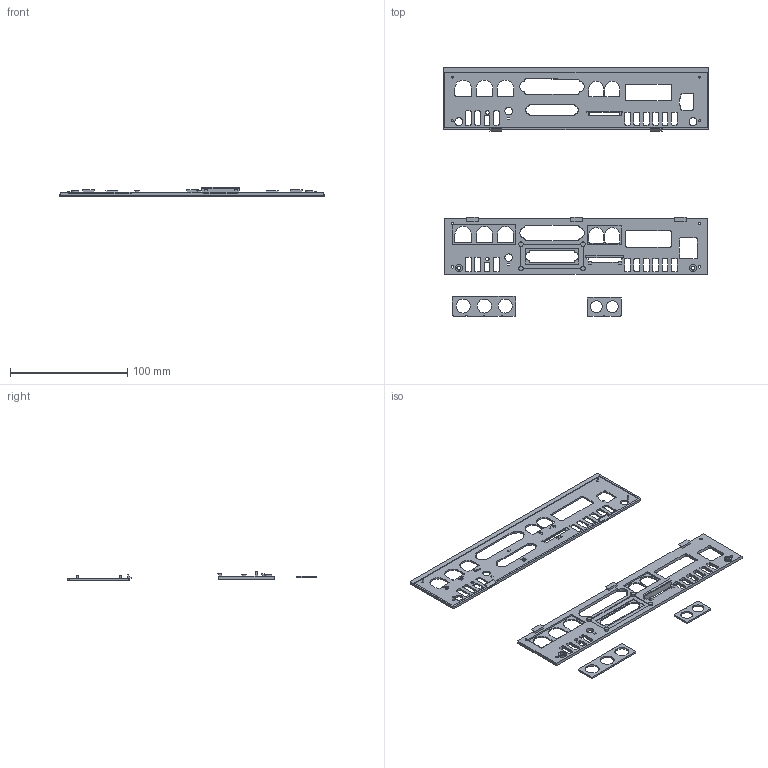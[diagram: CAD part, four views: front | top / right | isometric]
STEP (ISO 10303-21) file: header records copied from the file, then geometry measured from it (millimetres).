
FILE_DESCRIPTION(('HOOPS Exchange Step'),'2;1');
FILE_NAME('temp_export','2025-06-02T16:49:01-04:00',('mcbeav'),('Shapr3D Limited'),'HOOPS Exchange 2024.8','Shapr3D','Authorized');
FILE_SCHEMA( ('AP242_MANAGED_MODEL_BASED_3D_ENGINEERING_MIM_LF {1 0 10303 442 1 1 4}') );
Length unit declared in the file: millimetre
Products named in the file (2): Sketches; root
Assembly tree (1 placements, depth 2):
  root
    Sketches
Bounding box: 227 x 212 x 8 mm (x, y, z)
Volume: 31801.8 mm3; surface area: 42223.4 mm2
Topology: 4 solids, 4 shells, 757 faces, 2154 edges, 1450 vertices
Faces by surface type: plane 419, cylinder 338
Full cylindrical faces by diameter (mm): 0.6 x1, 0.8 x2, 1 x1, 1.4 x4, 2 x4, 3 x2, 3.4 x2, 3.8 x4, 6.4 x4, 6.8 x4, 10 x2, 12 x3
Entity records: 25172 total; most frequent: DIRECTION 4410, CARTESIAN_POINT 4365, ORIENTED_EDGE 4308, EDGE_CURVE 2154, AXIS2_PLACEMENT_3D 1495, VERTEX_POINT 1450, VECTOR 1420, LINE 1420
